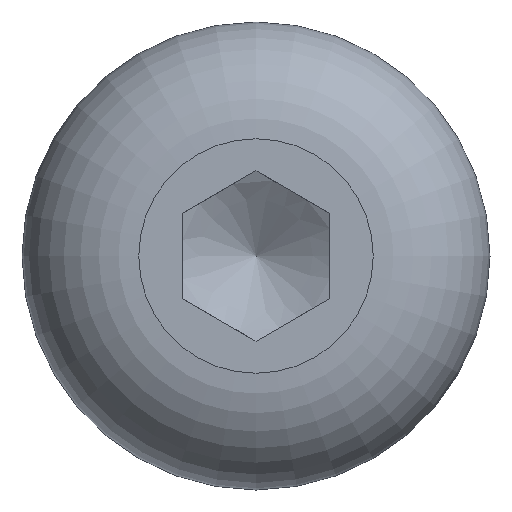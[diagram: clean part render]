
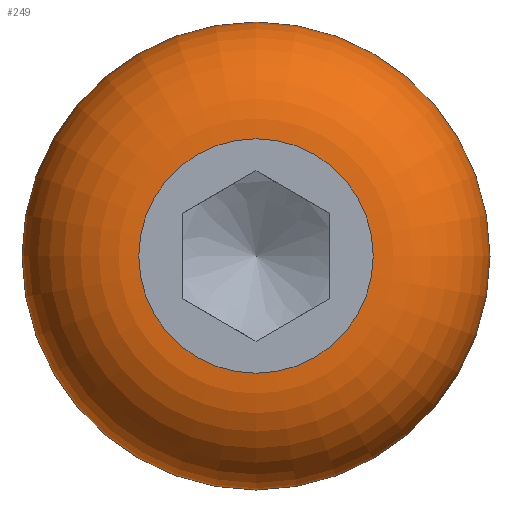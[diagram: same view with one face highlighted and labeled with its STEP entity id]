
A CAD part, left-side view. The second image highlights one B-rep face of the part: STEP entity #249.
In plain terms, the highlighted toroidal (fillet/blend) face has major radius 2.38 mm and minor radius 2.37 mm.
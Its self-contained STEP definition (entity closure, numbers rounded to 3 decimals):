
#74=FACE_OUTER_BOUND('',#90,.T.);
#90=EDGE_LOOP('',(#191,#192,#193,#194,#195));
#109=CIRCLE('',#296,4.75);
#110=CIRCLE('',#297,4.75);
#111=CIRCLE('',#298,2.37);
#112=CIRCLE('',#299,2.38);
#120=VERTEX_POINT('',#405);
#121=VERTEX_POINT('',#406);
#122=VERTEX_POINT('',#409);
#147=EDGE_CURVE('',#120,#121,#109,.T.);
#148=EDGE_CURVE('',#121,#120,#110,.T.);
#149=EDGE_CURVE('',#120,#122,#111,.T.);
#150=EDGE_CURVE('',#122,#122,#112,.T.);
#191=ORIENTED_EDGE('',*,*,#147,.T.);
#192=ORIENTED_EDGE('',*,*,#148,.T.);
#193=ORIENTED_EDGE('',*,*,#149,.T.);
#194=ORIENTED_EDGE('',*,*,#150,.T.);
#195=ORIENTED_EDGE('',*,*,#149,.F.);
#243=TOROIDAL_SURFACE('',#295,2.38,2.37);
#249=ADVANCED_FACE('',(#74),#243,.T.);
#295=AXIS2_PLACEMENT_3D('',#404,#339,#340);
#296=AXIS2_PLACEMENT_3D('',#407,#341,#342);
#297=AXIS2_PLACEMENT_3D('',#408,#343,#344);
#298=AXIS2_PLACEMENT_3D('',#410,#345,#346);
#299=AXIS2_PLACEMENT_3D('',#411,#347,#348);
#339=DIRECTION('center_axis',(1.,0.,0.));
#340=DIRECTION('ref_axis',(0.,0.,-1.));
#341=DIRECTION('center_axis',(-1.,0.,0.));
#342=DIRECTION('ref_axis',(0.,-1.,0.));
#343=DIRECTION('center_axis',(-1.,0.,0.));
#344=DIRECTION('ref_axis',(0.,-1.,0.));
#345=DIRECTION('center_axis',(0.,-1.,0.));
#346=DIRECTION('ref_axis',(0.,0.,1.));
#347=DIRECTION('center_axis',(1.,0.,0.));
#348=DIRECTION('ref_axis',(0.,-1.,0.));
#404=CARTESIAN_POINT('Origin',(-0.38,0.,
0.));
#405=CARTESIAN_POINT('',(-0.38,0.,4.75));
#406=CARTESIAN_POINT('',(-0.38,-4.75,0.));
#407=CARTESIAN_POINT('Origin',(-0.38,0.,
0.));
#408=CARTESIAN_POINT('Origin',(-0.38,0.,
0.));
#409=CARTESIAN_POINT('',(-2.75,0.,2.38));
#410=CARTESIAN_POINT('Origin',(-0.38,0.,
2.38));
#411=CARTESIAN_POINT('Origin',(-2.75,0.,0.));
